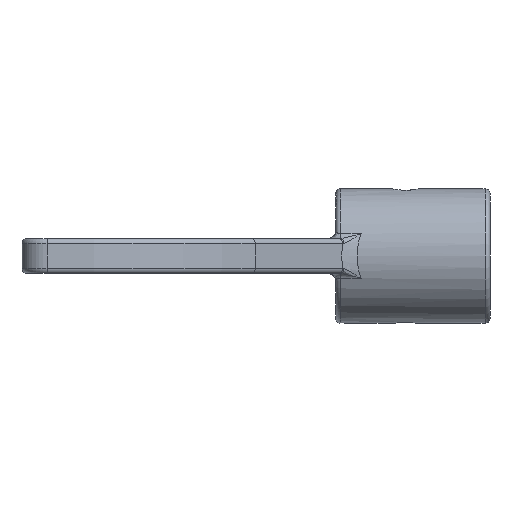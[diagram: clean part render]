
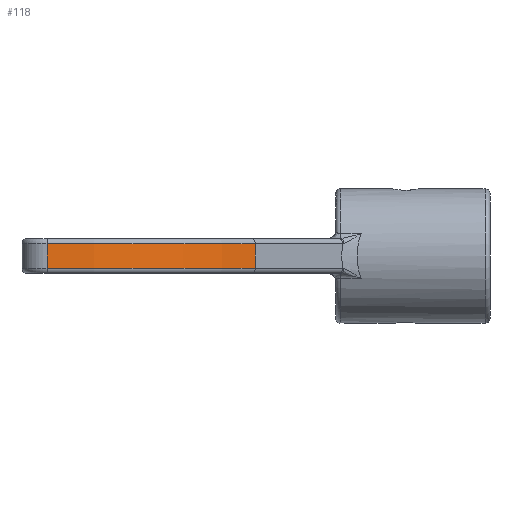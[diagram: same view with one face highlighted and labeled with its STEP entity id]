
A CAD part, front view. The second image highlights one B-rep face of the part: STEP entity #118.
In plain terms, the highlighted cylindrical face has radius 55.5 mm (diameter 111 mm), a partial arc.
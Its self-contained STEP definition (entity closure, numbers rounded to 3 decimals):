
#118 = ADVANCED_FACE( '', ( #317 ), #318, .T. );
#317 = FACE_OUTER_BOUND( '', #608, .T. );
#318 = CYLINDRICAL_SURFACE( '', #609, 55.5 );
#608 = EDGE_LOOP( '', ( #2079, #2080, #2081, #2082 ) );
#609 = AXIS2_PLACEMENT_3D( '', #2083, #2084, #2085 );
#2079 = ORIENTED_EDGE( '', *, *, #2821, .T. );
#2080 = ORIENTED_EDGE( '', *, *, #2822, .T. );
#2081 = ORIENTED_EDGE( '', *, *, #2823, .F. );
#2082 = ORIENTED_EDGE( '', *, *, #2824, .T. );
#2083 = CARTESIAN_POINT( '', ( 0., 0., 3.5 ) );
#2084 = DIRECTION( '', ( 0., 0., 1. ) );
#2085 = DIRECTION( '', ( -1., 0., 0. ) );
#2821 = EDGE_CURVE( '', #3136, #3137, #3138, .T. );
#2822 = EDGE_CURVE( '', #3137, #3139, #3140, .T. );
#2823 = EDGE_CURVE( '', #3141, #3139, #3142, .T. );
#2824 = EDGE_CURVE( '', #3141, #3136, #3143, .F. );
#3136 = VERTEX_POINT( '', #3581 );
#3137 = VERTEX_POINT( '', #3582 );
#3138 = LINE( '', #3583, #3584 );
#3139 = VERTEX_POINT( '', #3585 );
#3140 = CIRCLE( '', #3586, 55.5 );
#3141 = VERTEX_POINT( '', #3587 );
#3142 = LINE( '', #3588, #3589 );
#3143 = CIRCLE( '', #3590, 55.5 );
#3581 = CARTESIAN_POINT( '', ( 0.742, -55.495, 2.51 ) );
#3582 = CARTESIAN_POINT( '', ( 0.742, -55.495, -2.51 ) );
#3583 = CARTESIAN_POINT( '', ( 0.742, -55.495, 3.5 ) );
#3584 = VECTOR( '', #4923, 1000. );
#3585 = CARTESIAN_POINT( '', ( 42.515, -35.675, -2.51 ) );
#3586 = AXIS2_PLACEMENT_3D( '', #4924, #4925, #4926 );
#3587 = CARTESIAN_POINT( '', ( 42.515, -35.675, 2.51 ) );
#3588 = CARTESIAN_POINT( '', ( 42.515, -35.675, 3.5 ) );
#3589 = VECTOR( '', #4927, 1000. );
#3590 = AXIS2_PLACEMENT_3D( '', #4928, #4929, #4930 );
#4923 = DIRECTION( '', ( 0., 0., -1. ) );
#4924 = CARTESIAN_POINT( '', ( 0., 0., -2.51 ) );
#4925 = DIRECTION( '', ( 0., 0., 1. ) );
#4926 = DIRECTION( '', ( 1., 0., 0. ) );
#4927 = DIRECTION( '', ( 0., 0., -1. ) );
#4928 = CARTESIAN_POINT( '', ( 0., 0., 2.51 ) );
#4929 = DIRECTION( '', ( 0., 0., 1. ) );
#4930 = DIRECTION( '', ( 1., 0., 0. ) );
